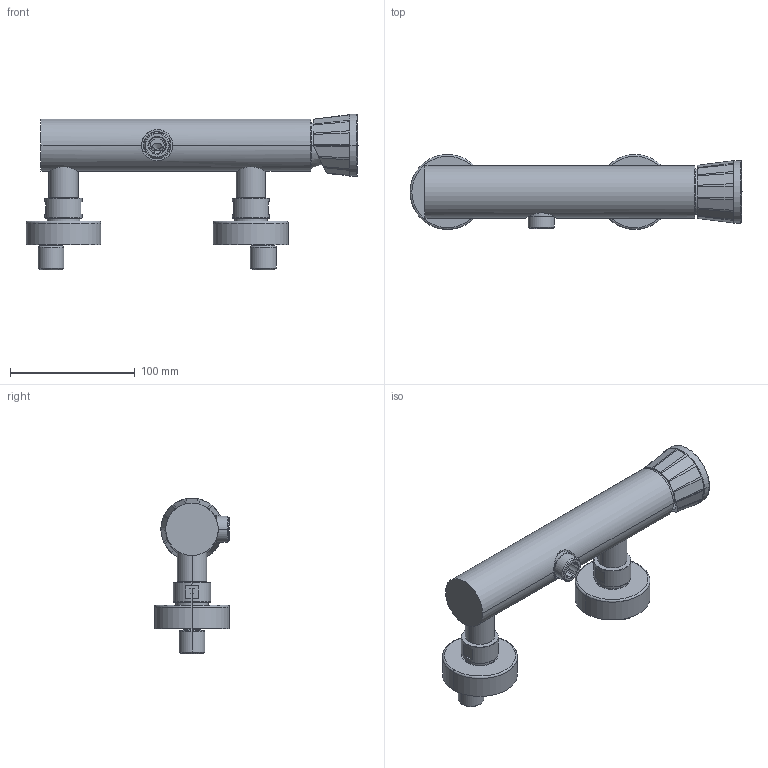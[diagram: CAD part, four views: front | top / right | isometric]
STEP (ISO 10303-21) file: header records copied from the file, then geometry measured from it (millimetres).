
FILE_DESCRIPTION((''),'2;1');
FILE_NAME('OIELDE025RO_ASM','2025-10-16T15:04:16',('Administrator'),(''),'CREO PARAMETRIC BY PTC INC, 2024493','CREO PARAMETRIC BY PTC INC, 2024493','');
FILE_SCHEMA(('CONFIG_CONTROL_DESIGN','SHAPE_APPEARANCE_LAYERS_GROUPS'));
Length unit declared in the file: millimetre
Products named in the file (12): OIBR00271; OIAQ00285; OIBR00998; OIAQ00028; OIBR00272; OIBR00274; OIBR00273; OIKT10047; OIKT10046; OIKT00024_ASM; OIAQ00013; OIELDE025RO_ASM
Assembly tree (15 placements, depth 3):
  OIELDE025RO_ASM
    OIBR00271
    OIAQ00285
    OIBR00998
    OIAQ00028
    OIBR00272  x2
    OIBR00274  x2
    OIBR00273  x2
    OIKT00024_ASM  x2
      OIKT10047
      OIKT10046
    OIAQ00013
Bounding box: 265.72 x 60 x 124.75 mm (x, y, z)
Volume: 321962.9 mm3; surface area: 132562 mm2
Topology: 15 solids, 36 shells, 695 faces, 1646 edges, 1017 vertices
Faces by surface type: cylinder 246, plane 208, cone 129, torus 54, bspline 54, sphere 4
Entity records: 22204 total; most frequent: CARTESIAN_POINT 5050, DIRECTION 2544, ORIENTED_EDGE 2282, PRESENTATION_STYLE_ASSIGNMENT 1431, STYLED_ITEM 1427, CURVE_STYLE 1169, EDGE_CURVE 1169, AXIS2_PLACEMENT_3D 1059
